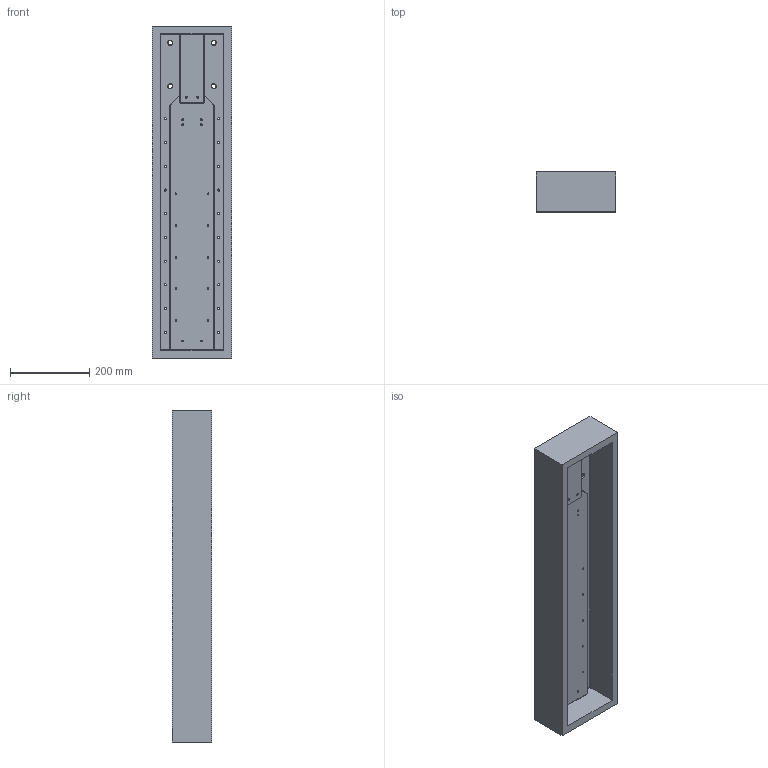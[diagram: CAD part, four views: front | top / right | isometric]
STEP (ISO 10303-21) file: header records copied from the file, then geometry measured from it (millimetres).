
FILE_DESCRIPTION(('FreeCAD Model'),'2;1');
FILE_NAME('Open CASCADE Shape Model','2025-03-24T17:04:06',(''),(''), 'Open CASCADE STEP processor 7.8','FreeCAD','Unknown');
FILE_SCHEMA(('AUTOMOTIVE_DESIGN { 1 0 10303 214 1 1 1 1 }'));
Length unit declared in the file: millimetre
Products named in the file (1): MoldTop800
Bounding box: 200 x 100 x 840 mm (x, y, z)
Volume: 7766680.5 mm3; surface area: 745010.2 mm2
Topology: 1 solids, 1 shells, 210 faces, 438 edges, 274 vertices
Faces by surface type: plane 124, cylinder 84, bspline 2
Full cylindrical faces by diameter (mm): 5 x18, 5.5 x20, 9 x38, 11 x4, 13 x4
Entity records: 11554 total; most frequent: CARTESIAN_POINT 2073, DIRECTION 1842, LINE 962, VECTOR 962, ORIENTED_EDGE 876, PCURVE 876, DEFINITIONAL_REPRESENTATION 876, EDGE_CURVE 438
